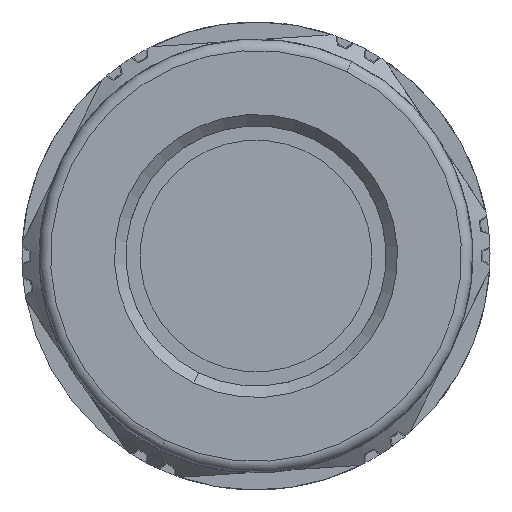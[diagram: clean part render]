
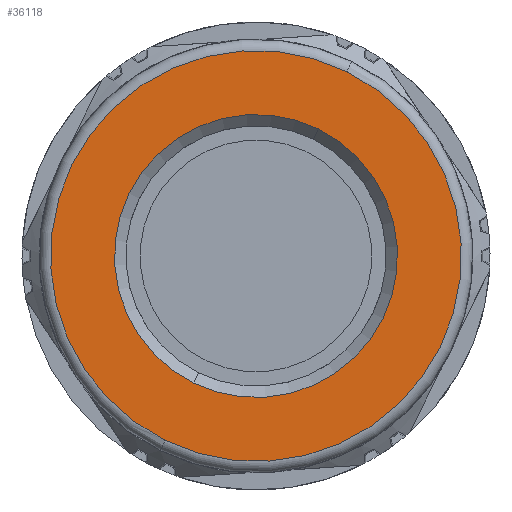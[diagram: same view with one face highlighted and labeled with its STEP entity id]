
A CAD part, front view. The second image highlights one B-rep face of the part: STEP entity #36118.
In plain terms, the highlighted planar face has unit normal (0, -1, 0).
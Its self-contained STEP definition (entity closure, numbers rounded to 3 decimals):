
#14487=CARTESIAN_POINT('',(0.,-50.45,0.));
#14488=DIRECTION('',(0.,-1.,0.));
#14489=DIRECTION('',(-0.446,0.,-0.895));
#14490=AXIS2_PLACEMENT_3D('',#14487,#14488,#14489);
#14502=CARTESIAN_POINT('',(0.,-50.45,0.));
#14503=DIRECTION('',(0.,1.,0.));
#14504=DIRECTION('',(0.446,0.,0.895));
#14505=AXIS2_PLACEMENT_3D('',#14502,#14503,#14504);
#14507=CARTESIAN_POINT('',(0.,-50.45,0.));
#14508=DIRECTION('',(0.,1.,0.));
#14509=DIRECTION('',(-0.446,0.,-0.895));
#14510=AXIS2_PLACEMENT_3D('',#14507,#14508,#14509);
#14512=CARTESIAN_POINT('',(0.,-50.45,0.));
#14513=DIRECTION('',(0.,-1.,0.));
#14514=DIRECTION('',(-0.441,0.,-0.897));
#14515=AXIS2_PLACEMENT_3D('',#14512,#14513,#14514);
#14517=CARTESIAN_POINT('',(0.,-50.45,0.));
#14518=DIRECTION('',(0.,-1.,0.));
#14519=DIRECTION('',(0.897,0.,-0.441));
#14520=AXIS2_PLACEMENT_3D('',#14517,#14518,#14519);
#14522=CARTESIAN_POINT('',(0.,-50.45,0.));
#14523=DIRECTION('',(0.,-1.,0.));
#14524=DIRECTION('',(0.441,0.,0.897));
#14525=AXIS2_PLACEMENT_3D('',#14522,#14523,#14524);
#14527=CARTESIAN_POINT('',(0.,-50.45,0.));
#14528=DIRECTION('',(0.,-1.,0.));
#14529=DIRECTION('',(-0.897,0.,0.441));
#14530=AXIS2_PLACEMENT_3D('',#14527,#14528,#14529);
#14532=CARTESIAN_POINT('',(0.,-50.45,0.));
#14533=DIRECTION('',(0.,-1.,0.));
#14534=DIRECTION('',(0.446,0.,0.895));
#14535=AXIS2_PLACEMENT_3D('',#14532,#14533,#14534);
#19012=CARTESIAN_POINT('',(-4.016,-50.45,-8.054));
#19013=CARTESIAN_POINT('',(3.973,-50.45,8.076));
#19014=VERTEX_POINT('',#19012);
#19015=VERTEX_POINT('',#19013);
#19016=CARTESIAN_POINT('',(-3.973,-50.45,-8.076));
#19017=VERTEX_POINT('',#19016);
#19018=CARTESIAN_POINT('',(4.016,-50.45,8.054));
#19019=VERTEX_POINT('',#19018);
#19020=CARTESIAN_POINT('',(-2.737,-50.45,-5.563));
#19021=CARTESIAN_POINT('',(5.563,-50.45,-2.737));
#19022=VERTEX_POINT('',#19020);
#19023=VERTEX_POINT('',#19021);
#19024=CARTESIAN_POINT('',(2.737,-50.45,5.563));
#19025=VERTEX_POINT('',#19024);
#19026=CARTESIAN_POINT('',(-5.563,-50.45,2.737));
#19027=VERTEX_POINT('',#19026);
#36095=CARTESIAN_POINT('',(0.,-50.45,0.));
#36096=DIRECTION('',(0.,-1.,0.));
#36097=DIRECTION('',(0.441,0.,0.897));
#36098=AXIS2_PLACEMENT_3D('',#36095,#36096,#36097);
#36099=PLANE('',#36098);
#36101=ORIENTED_EDGE('',*,*,#36100,.F.);
#36103=ORIENTED_EDGE('',*,*,#36102,.T.);
#36104=ORIENTED_EDGE('',*,*,#36085,.F.);
#36105=ORIENTED_EDGE('',*,*,#36083,.T.);
#36106=EDGE_LOOP('',(#36101,#36103,#36104,#36105));
#36107=FACE_OUTER_BOUND('',#36106,.F.);
#36109=ORIENTED_EDGE('',*,*,#36108,.T.);
#36111=ORIENTED_EDGE('',*,*,#36110,.T.);
#36113=ORIENTED_EDGE('',*,*,#36112,.T.);
#36115=ORIENTED_EDGE('',*,*,#36114,.T.);
#36116=EDGE_LOOP('',(#36109,#36111,#36113,#36115));
#36117=FACE_BOUND('',#36116,.F.);
#36118=ADVANCED_FACE('',(#36107,#36117),#36099,.T.);
#14491=CIRCLE('',#14490,9.);
#14506=CIRCLE('',#14505,9.);
#14511=CIRCLE('',#14510,9.);
#14516=CIRCLE('',#14515,6.2);
#14521=CIRCLE('',#14520,6.2);
#14526=CIRCLE('',#14525,6.2);
#14531=CIRCLE('',#14530,6.2);
#14536=CIRCLE('',#14535,9.);
#36083=EDGE_CURVE('',#19014,#19015,#14511,.T.);
#36085=EDGE_CURVE('',#19014,#19017,#14491,.T.);
#36100=EDGE_CURVE('',#19019,#19015,#14536,.T.);
#36102=EDGE_CURVE('',#19019,#19017,#14506,.T.);
#36108=EDGE_CURVE('',#19022,#19023,#14516,.T.);
#36110=EDGE_CURVE('',#19023,#19025,#14521,.T.);
#36112=EDGE_CURVE('',#19025,#19027,#14526,.T.);
#36114=EDGE_CURVE('',#19027,#19022,#14531,.T.);
